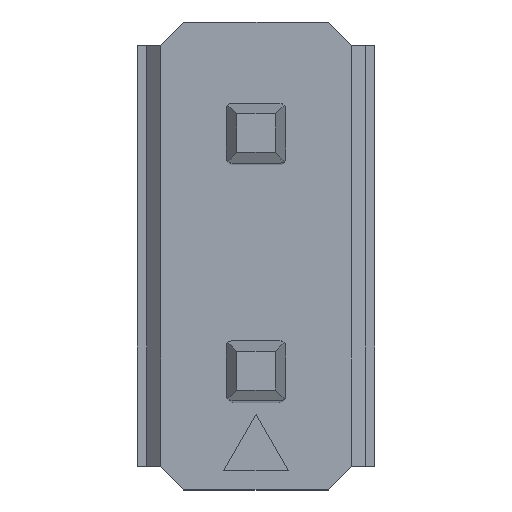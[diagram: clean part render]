
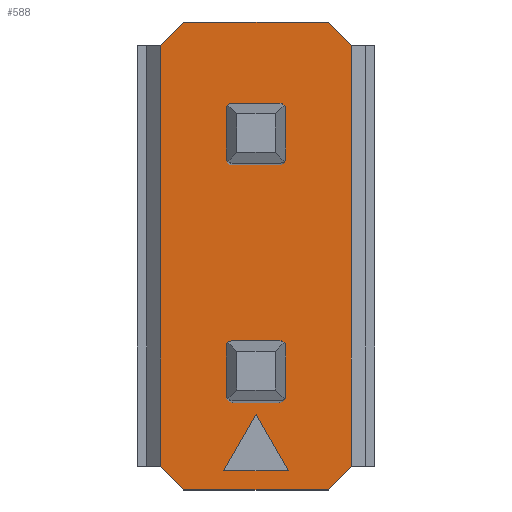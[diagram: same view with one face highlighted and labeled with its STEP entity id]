
A CAD part, top view. The second image highlights one B-rep face of the part: STEP entity #588.
In plain terms, the highlighted planar face has unit normal (0, 0, 1).
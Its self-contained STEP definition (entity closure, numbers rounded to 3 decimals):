
#26 = VECTOR ( 'NONE', #1404, 1000. ) ;
#34 = PLANE ( 'NONE',  #3364 ) ;
#40 = CARTESIAN_POINT ( 'NONE',  ( -0.77, 3.75, 2.5 ) ) ;
#74 = VERTEX_POINT ( 'NONE', #2654 ) ;
#85 = EDGE_LOOP ( 'NONE', ( #716, #3645, #1836, #1033, #3020, #1289, #1916, #2993 ) ) ;
#195 = CARTESIAN_POINT ( 'NONE',  ( -1.02, 3.5, 2.5 ) ) ;
#212 = VERTEX_POINT ( 'NONE', #40 ) ;
#260 = LINE ( 'NONE', #536, #2556 ) ;
#264 = CARTESIAN_POINT ( 'NONE',  ( -0.77, -1.25, 2.5 ) ) ;
#277 = FACE_BOUND ( 'NONE', #2119, .T. ) ;
#421 = EDGE_CURVE ( 'NONE', #829, #574, #3482, .T. ) ;
#432 = DIRECTION ( 'NONE',  ( 1., 0., 0. ) ) ;
#439 = CARTESIAN_POINT ( 'NONE',  ( 0., -0.447, 2.5 ) ) ;
#455 = LINE ( 'NONE', #2539, #2116 ) ;
#491 = EDGE_CURVE ( 'NONE', #3619, #574, #3045, .T. ) ;
#536 = CARTESIAN_POINT ( 'NONE',  ( -0.77, 3.75, 2.5 ) ) ;
#574 = VERTEX_POINT ( 'NONE', #2966 ) ;
#588 = ADVANCED_FACE ( 'NONE', ( #277, #2670 ), #34, .T. ) ;
#590 = DIRECTION ( 'NONE',  ( 1., 0., 0. ) ) ;
#711 = LINE ( 'NONE', #264, #3911 ) ;
#716 = ORIENTED_EDGE ( 'NONE', *, *, #491, .F. ) ;
#734 = EDGE_CURVE ( 'NONE', #3380, #1603, #455, .T. ) ;
#812 = CARTESIAN_POINT ( 'NONE',  ( 1.02, -1., 2.5 ) ) ;
#829 = VERTEX_POINT ( 'NONE', #2885 ) ;
#830 = EDGE_CURVE ( 'NONE', #1603, #74, #2591, .T. ) ;
#854 = VECTOR ( 'NONE', #432, 1000. ) ;
#930 = VERTEX_POINT ( 'NONE', #1278 ) ;
#961 = DIRECTION ( 'NONE',  ( -0.5, 0.866, 0. ) ) ;
#1033 = ORIENTED_EDGE ( 'NONE', *, *, #3484, .T. ) ;
#1065 = LINE ( 'NONE', #3545, #26 ) ;
#1099 = DIRECTION ( 'NONE',  ( -0.5, -0.866, 0. ) ) ;
#1130 = VERTEX_POINT ( 'NONE', #2658 ) ;
#1133 = DIRECTION ( 'NONE',  ( -1., 0., 0. ) ) ;
#1278 = CARTESIAN_POINT ( 'NONE',  ( 0.77, 3.75, 2.5 ) ) ;
#1289 = ORIENTED_EDGE ( 'NONE', *, *, #1948, .T. ) ;
#1404 = DIRECTION ( 'NONE',  ( 0.707, -0.707, 0. ) ) ;
#1411 = DIRECTION ( 'NONE',  ( 0.707, 0.707, 0. ) ) ;
#1500 = DIRECTION ( 'NONE',  ( -0.707, 0.707, 0. ) ) ;
#1580 = CARTESIAN_POINT ( 'NONE',  ( -1.02, -1., 2.5 ) ) ;
#1603 = VERTEX_POINT ( 'NONE', #439 ) ;
#1702 = VECTOR ( 'NONE', #1500, 1000. ) ;
#1807 = VECTOR ( 'NONE', #3389, 1000. ) ;
#1836 = ORIENTED_EDGE ( 'NONE', *, *, #2531, .T. ) ;
#1847 = EDGE_CURVE ( 'NONE', #74, #3380, #3447, .T. ) ;
#1861 = CARTESIAN_POINT ( 'NONE',  ( 0., 0., 2.5 ) ) ;
#1874 = ORIENTED_EDGE ( 'NONE', *, *, #830, .F. ) ;
#1899 = LINE ( 'NONE', #3202, #1807 ) ;
#1906 = VERTEX_POINT ( 'NONE', #3510 ) ;
#1916 = ORIENTED_EDGE ( 'NONE', *, *, #3408, .T. ) ;
#1948 = EDGE_CURVE ( 'NONE', #3124, #1906, #1065, .T. ) ;
#2116 = VECTOR ( 'NONE', #961, 1000. ) ;
#2119 = EDGE_LOOP ( 'NONE', ( #2628, #2203, #1874 ) ) ;
#2155 = DIRECTION ( 'NONE',  ( 0., -1., 0. ) ) ;
#2174 = EDGE_CURVE ( 'NONE', #3124, #1130, #1899, .T. ) ;
#2203 = ORIENTED_EDGE ( 'NONE', *, *, #1847, .F. ) ;
#2207 = CARTESIAN_POINT ( 'NONE',  ( -0.346, -1.047, 2.5 ) ) ;
#2260 = LINE ( 'NONE', #195, #3385 ) ;
#2531 = EDGE_CURVE ( 'NONE', #930, #212, #260, .T. ) ;
#2539 = CARTESIAN_POINT ( 'NONE',  ( 0.346, -1.047, 2.5 ) ) ;
#2556 = VECTOR ( 'NONE', #1133, 1000. ) ;
#2591 = LINE ( 'NONE', #3816, #3566 ) ;
#2628 = ORIENTED_EDGE ( 'NONE', *, *, #734, .F. ) ;
#2654 = CARTESIAN_POINT ( 'NONE',  ( -0.346, -1.047, 2.5 ) ) ;
#2658 = CARTESIAN_POINT ( 'NONE',  ( -1.02, 3.5, 2.5 ) ) ;
#2670 = FACE_OUTER_BOUND ( 'NONE', #85, .T. ) ;
#2885 = CARTESIAN_POINT ( 'NONE',  ( 0.77, -1.25, 2.5 ) ) ;
#2966 = CARTESIAN_POINT ( 'NONE',  ( 1.02, -1., 2.5 ) ) ;
#2986 = CARTESIAN_POINT ( 'NONE',  ( 1.02, 3.5, 2.5 ) ) ;
#2993 = ORIENTED_EDGE ( 'NONE', *, *, #421, .T. ) ;
#3020 = ORIENTED_EDGE ( 'NONE', *, *, #2174, .F. ) ;
#3042 = VECTOR ( 'NONE', #1411, 1000. ) ;
#3045 = LINE ( 'NONE', #3275, #3561 ) ;
#3124 = VERTEX_POINT ( 'NONE', #1580 ) ;
#3159 = EDGE_CURVE ( 'NONE', #3619, #930, #3331, .T. ) ;
#3202 = CARTESIAN_POINT ( 'NONE',  ( -1.02, 0., 2.5 ) ) ;
#3241 = CARTESIAN_POINT ( 'NONE',  ( 0.346, -1.047, 2.5 ) ) ;
#3275 = CARTESIAN_POINT ( 'NONE',  ( 1.02, 0., 2.5 ) ) ;
#3296 = DIRECTION ( 'NONE',  ( 0., 0., 1. ) ) ;
#3325 = DIRECTION ( 'NONE',  ( 1., 0., 0. ) ) ;
#3331 = LINE ( 'NONE', #3670, #1702 ) ;
#3364 = AXIS2_PLACEMENT_3D ( 'NONE', #1861, #3296, #590 ) ;
#3380 = VERTEX_POINT ( 'NONE', #3241 ) ;
#3385 = VECTOR ( 'NONE', #3459, 1000. ) ;
#3389 = DIRECTION ( 'NONE',  ( 0., 1., 0. ) ) ;
#3408 = EDGE_CURVE ( 'NONE', #1906, #829, #711, .T. ) ;
#3447 = LINE ( 'NONE', #2207, #854 ) ;
#3459 = DIRECTION ( 'NONE',  ( -0.707, -0.707, 0. ) ) ;
#3482 = LINE ( 'NONE', #812, #3042 ) ;
#3484 = EDGE_CURVE ( 'NONE', #212, #1130, #2260, .T. ) ;
#3510 = CARTESIAN_POINT ( 'NONE',  ( -0.77, -1.25, 2.5 ) ) ;
#3545 = CARTESIAN_POINT ( 'NONE',  ( -1.02, -1., 2.5 ) ) ;
#3561 = VECTOR ( 'NONE', #2155, 1000. ) ;
#3566 = VECTOR ( 'NONE', #1099, 1000. ) ;
#3619 = VERTEX_POINT ( 'NONE', #2986 ) ;
#3645 = ORIENTED_EDGE ( 'NONE', *, *, #3159, .T. ) ;
#3670 = CARTESIAN_POINT ( 'NONE',  ( 1.02, 3.5, 2.5 ) ) ;
#3816 = CARTESIAN_POINT ( 'NONE',  ( 0., -0.447, 2.5 ) ) ;
#3911 = VECTOR ( 'NONE', #3325, 1000. ) ;
